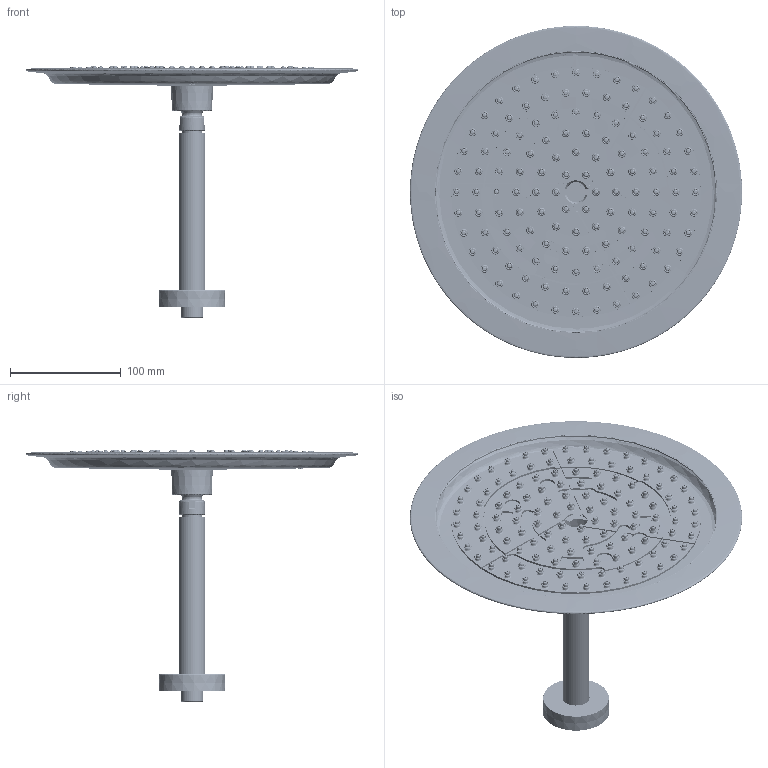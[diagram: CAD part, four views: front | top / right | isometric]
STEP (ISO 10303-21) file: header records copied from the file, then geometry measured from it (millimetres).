
FILE_DESCRIPTION (( 'STEP AP203' ), '1' );
FILE_NAME ('99H309918.STEP', '2024-03-19T13:47:00', ( '' ), ( '' ), 'SwSTEP 2.0', 'SolidWorks 2021', '' );
FILE_SCHEMA (( 'CONFIG_CONTROL_DESIGN' ));
Length unit declared in the file: millimetre
Products named in the file (1): 99H309918
Bounding box: 299.99 x 300 x 228.45 mm (x, y, z)
Volume: 588050.9 mm3; surface area: 108985.3 mm2
Topology: 41 solids, 41 shells, 2255 faces, 6327 edges, 4659 vertices
Faces by surface type: bspline 969, cone 664, plane 583, cylinder 34, torus 5
Full cylindrical faces by diameter (mm): 14.45 x2, 18 x3, 20.45 x2, 23.3 x1, 24 x1, 24.41 x1, 26.9 x1, 36.471 x1, 254.2 x1, 254.5 x1
Entity records: 113966 total; most frequent: CARTESIAN_POINT 73305, ORIENTED_EDGE 8640, DIRECTION 5883, EDGE_CURVE 4320, EDGE_LOOP 4199, VERTEX_POINT 3823, FACE_OUTER_BOUND 2884, AXIS2_PLACEMENT_3D 2809
